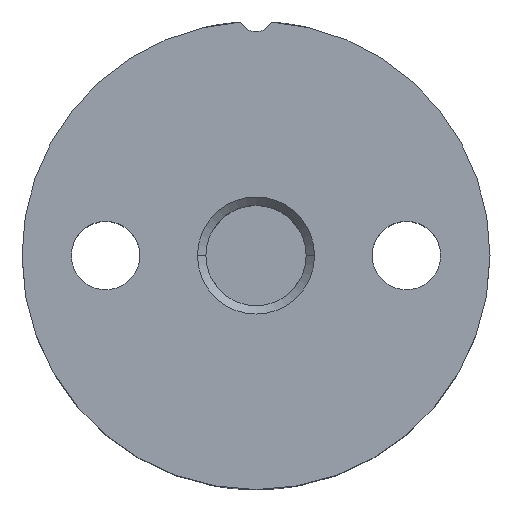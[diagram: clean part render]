
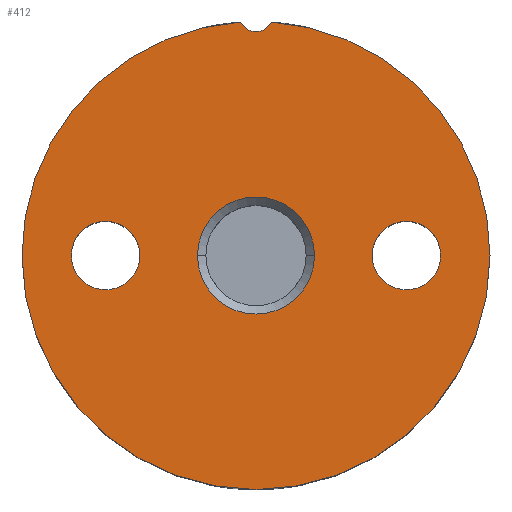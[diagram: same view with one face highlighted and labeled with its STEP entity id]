
A CAD part, top view. The second image highlights one B-rep face of the part: STEP entity #412.
In plain terms, the highlighted planar face has unit normal (0, 0, 1).
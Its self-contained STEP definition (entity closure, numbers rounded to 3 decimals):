
#109 = ORIENTED_EDGE ( 'NONE', *, *, #416, .T. ) ;
#300 = ORIENTED_EDGE ( 'NONE', *, *, #394, .T. ) ;
#301 = EDGE_LOOP ( 'NONE', ( #302, #303 ) ) ;
#302 = ORIENTED_EDGE ( 'NONE', *, *, #456, .T. ) ;
#303 = ORIENTED_EDGE ( 'NONE', *, *, #304, .T. ) ;
#304 = EDGE_CURVE ( 'NONE', #454, #457, #1894, .T. ) ;
#305 = EDGE_LOOP ( 'NONE', ( #306, #308 ) ) ;
#306 = ORIENTED_EDGE ( 'NONE', *, *, #307, .T. ) ;
#307 = EDGE_CURVE ( 'NONE', #465, #464, #1889, .T. ) ;
#308 = ORIENTED_EDGE ( 'NONE', *, *, #463, .T. ) ;
#309 = EDGE_LOOP ( 'NONE', ( #310, #841 ) ) ;
#310 = ORIENTED_EDGE ( 'NONE', *, *, #311, .T. ) ;
#311 = EDGE_CURVE ( 'NONE', #480, #479, #1883, .T. ) ;
#351 = EDGE_CURVE ( 'NONE', #352, #395, #2089, .T. ) ;
#352 = VERTEX_POINT ( 'NONE', #2084 ) ;
#373 = VERTEX_POINT ( 'NONE', #2134 ) ;
#394 = EDGE_CURVE ( 'NONE', #395, #396, #2287, .T. ) ;
#395 = VERTEX_POINT ( 'NONE', #2283 ) ;
#396 = VERTEX_POINT ( 'NONE', #2282 ) ;
#412 = ADVANCED_FACE ( 'NONE', ( #2187, #2186, #2230, #2229 ), #2273, .T. ) ;
#413 = EDGE_LOOP ( 'NONE', ( #414, #109, #863, #300 ) ) ;
#414 = ORIENTED_EDGE ( 'NONE', *, *, #415, .T. ) ;
#415 = EDGE_CURVE ( 'NONE', #396, #373, #2172, .T. ) ;
#416 = EDGE_CURVE ( 'NONE', #373, #352, #2168, .T. ) ;
#454 = VERTEX_POINT ( 'NONE', #2311 ) ;
#456 = EDGE_CURVE ( 'NONE', #457, #454, #2310, .T. ) ;
#457 = VERTEX_POINT ( 'NONE', #2411 ) ;
#463 = EDGE_CURVE ( 'NONE', #464, #465, #2561, .T. ) ;
#464 = VERTEX_POINT ( 'NONE', #2551 ) ;
#465 = VERTEX_POINT ( 'NONE', #2550 ) ;
#478 = EDGE_CURVE ( 'NONE', #479, #480, #2572, .T. ) ;
#479 = VERTEX_POINT ( 'NONE', #2568 ) ;
#480 = VERTEX_POINT ( 'NONE', #2567 ) ;
#841 = ORIENTED_EDGE ( 'NONE', *, *, #478, .T. ) ;
#863 = ORIENTED_EDGE ( 'NONE', *, *, #351, .T. ) ;
#1879 = DIRECTION ( 'NONE',  ( 1., 0., 0. ) ) ;
#1880 = DIRECTION ( 'NONE',  ( 0., 0., -1. ) ) ;
#1881 = CARTESIAN_POINT ( 'NONE',  ( 9., 0., 15. ) ) ;
#1882 = AXIS2_PLACEMENT_3D ( 'NONE', #1881, #1880, #1879 ) ;
#1883 = CIRCLE ( 'NONE', #1882, 2.05 ) ;
#1885 = DIRECTION ( 'NONE',  ( 1., 0., 0. ) ) ;
#1886 = DIRECTION ( 'NONE',  ( 0., 0., -1. ) ) ;
#1887 = CARTESIAN_POINT ( 'NONE',  ( -9., 0., 15. ) ) ;
#1888 = AXIS2_PLACEMENT_3D ( 'NONE', #1887, #1886, #1885 ) ;
#1889 = CIRCLE ( 'NONE', #1888, 2.05 ) ;
#1890 = DIRECTION ( 'NONE',  ( 1., 0., 0. ) ) ;
#1891 = DIRECTION ( 'NONE',  ( 0., 0., -1. ) ) ;
#1892 = CARTESIAN_POINT ( 'NONE',  ( 0., 0., 15. ) ) ;
#1893 = AXIS2_PLACEMENT_3D ( 'NONE', #1892, #1891, #1890 ) ;
#1894 = CIRCLE ( 'NONE', #1893, 3.5 ) ;
#2084 = CARTESIAN_POINT ( 'NONE',  ( -14., 0., 15. ) ) ;
#2085 = DIRECTION ( 'NONE',  ( 1., 0., 0. ) ) ;
#2086 = DIRECTION ( 'NONE',  ( 0., 0., 1. ) ) ;
#2087 = CARTESIAN_POINT ( 'NONE',  ( 0., 0., 15. ) ) ;
#2088 = AXIS2_PLACEMENT_3D ( 'NONE', #2087, #2086, #2085 ) ;
#2089 = CIRCLE ( 'NONE', #2088, 14. ) ;
#2134 = CARTESIAN_POINT ( 'NONE',  ( -0.903, 13.971, 15. ) ) ;
#2164 = DIRECTION ( 'NONE',  ( 1., 0., 0. ) ) ;
#2165 = DIRECTION ( 'NONE',  ( 0., 0., 1. ) ) ;
#2166 = CARTESIAN_POINT ( 'NONE',  ( 0., 0., 15. ) ) ;
#2167 = AXIS2_PLACEMENT_3D ( 'NONE', #2166, #2165, #2164 ) ;
#2168 = CIRCLE ( 'NONE', #2167, 14. ) ;
#2169 = DIRECTION ( 'NONE',  ( -1., 0., 0. ) ) ;
#2170 = DIRECTION ( 'NONE',  ( 0., 0., -1. ) ) ;
#2171 = AXIS2_PLACEMENT_3D ( 'NONE', #2272, #2170, #2169 ) ;
#2172 = CIRCLE ( 'NONE', #2171, 1. ) ;
#2186 = FACE_BOUND ( 'NONE', #301, .T. ) ;
#2187 = FACE_OUTER_BOUND ( 'NONE', #413, .T. ) ;
#2229 = FACE_BOUND ( 'NONE', #309, .T. ) ;
#2230 = FACE_BOUND ( 'NONE', #305, .T. ) ;
#2268 = DIRECTION ( 'NONE',  ( 1., 0., 0. ) ) ;
#2269 = DIRECTION ( 'NONE',  ( 0., 0., 1. ) ) ;
#2270 = CARTESIAN_POINT ( 'NONE',  ( 0., 0., 15. ) ) ;
#2271 = AXIS2_PLACEMENT_3D ( 'NONE', #2270, #2269, #2268 ) ;
#2272 = CARTESIAN_POINT ( 'NONE',  ( 0., 14.4, 15. ) ) ;
#2273 = PLANE ( 'NONE',  #2271 ) ;
#2282 = CARTESIAN_POINT ( 'NONE',  ( 0.903, 13.971, 15. ) ) ;
#2283 = CARTESIAN_POINT ( 'NONE',  ( 14., 0., 15. ) ) ;
#2284 = DIRECTION ( 'NONE',  ( 1., 0., 0. ) ) ;
#2285 = DIRECTION ( 'NONE',  ( 0., 0., 1. ) ) ;
#2286 = AXIS2_PLACEMENT_3D ( 'NONE', #2292, #2285, #2284 ) ;
#2287 = CIRCLE ( 'NONE', #2286, 14. ) ;
#2292 = CARTESIAN_POINT ( 'NONE',  ( 0., 0., 15. ) ) ;
#2306 = DIRECTION ( 'NONE',  ( 1., 0., 0. ) ) ;
#2307 = DIRECTION ( 'NONE',  ( 0., 0., -1. ) ) ;
#2308 = CARTESIAN_POINT ( 'NONE',  ( 0., 0., 15. ) ) ;
#2309 = AXIS2_PLACEMENT_3D ( 'NONE', #2308, #2307, #2306 ) ;
#2310 = CIRCLE ( 'NONE', #2309, 3.5 ) ;
#2311 = CARTESIAN_POINT ( 'NONE',  ( -3.5, 0., 15. ) ) ;
#2411 = CARTESIAN_POINT ( 'NONE',  ( 3.5, 0., 15. ) ) ;
#2550 = CARTESIAN_POINT ( 'NONE',  ( -11.05, 0., 15. ) ) ;
#2551 = CARTESIAN_POINT ( 'NONE',  ( -6.95, 0., 15. ) ) ;
#2552 = DIRECTION ( 'NONE',  ( 1., 0., 0. ) ) ;
#2553 = DIRECTION ( 'NONE',  ( 0., 0., -1. ) ) ;
#2554 = CARTESIAN_POINT ( 'NONE',  ( -9., 0., 15. ) ) ;
#2555 = AXIS2_PLACEMENT_3D ( 'NONE', #2554, #2553, #2552 ) ;
#2561 = CIRCLE ( 'NONE', #2555, 2.05 ) ;
#2567 = CARTESIAN_POINT ( 'NONE',  ( 6.95, 0., 15. ) ) ;
#2568 = CARTESIAN_POINT ( 'NONE',  ( 11.05, 0., 15. ) ) ;
#2569 = DIRECTION ( 'NONE',  ( 1., 0., 0. ) ) ;
#2570 = DIRECTION ( 'NONE',  ( 0., 0., -1. ) ) ;
#2571 = AXIS2_PLACEMENT_3D ( 'NONE', #2577, #2570, #2569 ) ;
#2572 = CIRCLE ( 'NONE', #2571, 2.05 ) ;
#2577 = CARTESIAN_POINT ( 'NONE',  ( 9., 0., 15. ) ) ;
